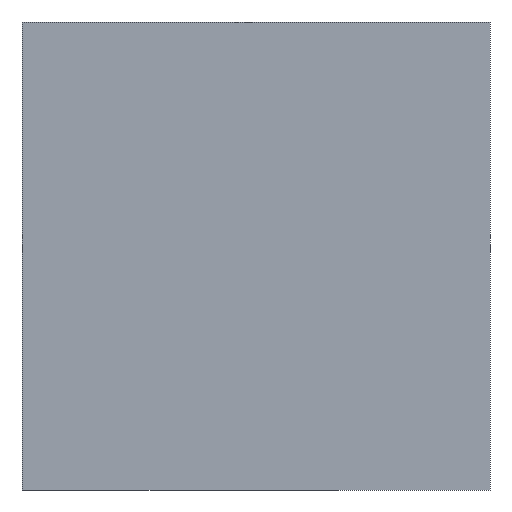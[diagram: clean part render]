
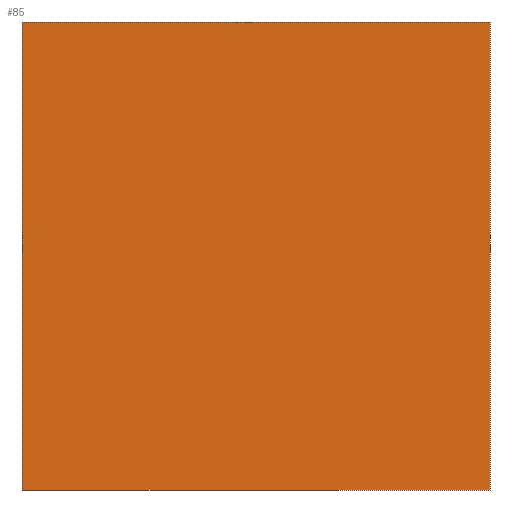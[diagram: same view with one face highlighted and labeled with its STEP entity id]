
A CAD part, left-side view. The second image highlights one B-rep face of the part: STEP entity #85.
In plain terms, the highlighted planar face has unit normal (-1, 0, 0).
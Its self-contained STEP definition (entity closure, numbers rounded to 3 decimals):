
#9 = LINE ( 'NONE', #127, #11 ) ;
#11 = VECTOR ( 'NONE', #129, 1000. ) ;
#30 = VERTEX_POINT ( 'NONE', #178 ) ;
#32 = VERTEX_POINT ( 'NONE', #297 ) ;
#59 = ORIENTED_EDGE ( 'NONE', *, *, #373, .T. ) ;
#61 = VERTEX_POINT ( 'NONE', #264 ) ;
#68 = CARTESIAN_POINT ( 'NONE',  ( -50., 100., 50. ) ) ;
#69 = CARTESIAN_POINT ( 'NONE',  ( -50., 100., -50. ) ) ;
#70 = FACE_OUTER_BOUND ( 'NONE', #172, .T. ) ;
#85 = ADVANCED_FACE ( 'NONE', ( #70 ), #337, .F. ) ;
#95 = LINE ( 'NONE', #69, #286 ) ;
#106 = DIRECTION ( 'NONE',  ( 0., -1., 0. ) ) ;
#119 = ORIENTED_EDGE ( 'NONE', *, *, #120, .F. ) ;
#120 = EDGE_CURVE ( 'NONE', #240, #30, #136, .T. ) ;
#124 = EDGE_CURVE ( 'NONE', #32, #30, #185, .T. ) ;
#127 = CARTESIAN_POINT ( 'NONE',  ( -50., 100., 50. ) ) ;
#129 = DIRECTION ( 'NONE',  ( 0., 0., 1. ) ) ;
#132 = DIRECTION ( 'NONE',  ( 0., 0., -1. ) ) ;
#134 = CARTESIAN_POINT ( 'NONE',  ( -50., 0., 50. ) ) ;
#136 = LINE ( 'NONE', #68, #366 ) ;
#156 = VECTOR ( 'NONE', #251, 1000. ) ;
#158 = CARTESIAN_POINT ( 'NONE',  ( -50., 100., 50. ) ) ;
#172 = EDGE_LOOP ( 'NONE', ( #325, #119, #231, #59 ) ) ;
#178 = CARTESIAN_POINT ( 'NONE',  ( -50., 0., 50. ) ) ;
#184 = DIRECTION ( 'NONE',  ( 0., -1., 0. ) ) ;
#185 = LINE ( 'NONE', #134, #156 ) ;
#222 = EDGE_CURVE ( 'NONE', #61, #240, #9, .T. ) ;
#231 = ORIENTED_EDGE ( 'NONE', *, *, #222, .F. ) ;
#240 = VERTEX_POINT ( 'NONE', #359 ) ;
#251 = DIRECTION ( 'NONE',  ( 0., 0., 1. ) ) ;
#264 = CARTESIAN_POINT ( 'NONE',  ( -50., 100., -50. ) ) ;
#286 = VECTOR ( 'NONE', #184, 1000. ) ;
#297 = CARTESIAN_POINT ( 'NONE',  ( -50., 0., -50. ) ) ;
#306 = DIRECTION ( 'NONE',  ( 1., 0., 0. ) ) ;
#317 = AXIS2_PLACEMENT_3D ( 'NONE', #158, #306, #132 ) ;
#325 = ORIENTED_EDGE ( 'NONE', *, *, #124, .T. ) ;
#337 = PLANE ( 'NONE',  #317 ) ;
#359 = CARTESIAN_POINT ( 'NONE',  ( -50., 100., 50. ) ) ;
#366 = VECTOR ( 'NONE', #106, 1000. ) ;
#373 = EDGE_CURVE ( 'NONE', #61, #32, #95, .T. ) ;
